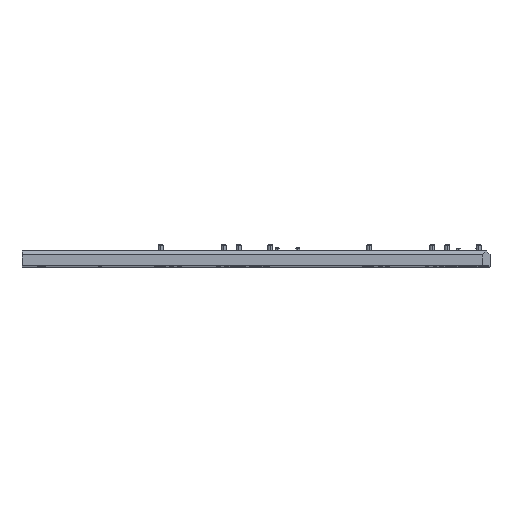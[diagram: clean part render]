
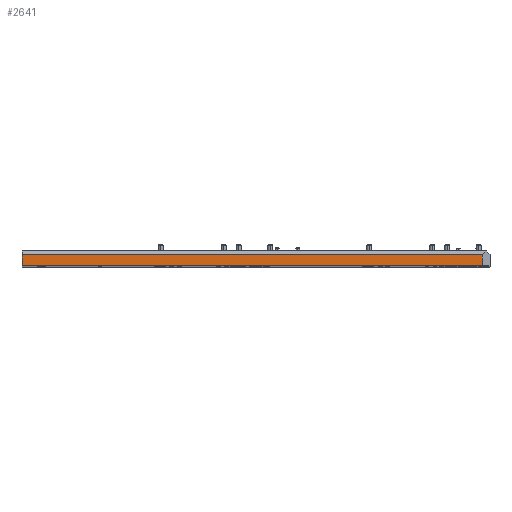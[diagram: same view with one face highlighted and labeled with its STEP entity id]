
A CAD part, top view. The second image highlights one B-rep face of the part: STEP entity #2641.
In plain terms, the highlighted planar face has unit normal (0, 0, 1).
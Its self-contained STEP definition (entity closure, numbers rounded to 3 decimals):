
#40 = VECTOR ( 'NONE', #7453, 1000. ) ;
#1207 = CARTESIAN_POINT ( 'NONE',  ( 589.5, 0., 1170. ) ) ;
#1371 = DIRECTION ( 'NONE',  ( 0., 0., -1. ) ) ;
#2179 = LINE ( 'NONE', #4454, #18153 ) ;
#2641 = ADVANCED_FACE ( 'NONE', ( #5248 ), #15830, .F. ) ;
#3032 = CARTESIAN_POINT ( 'NONE',  ( 0., 0., 1170. ) ) ;
#4341 = DIRECTION ( 'NONE',  ( -1., 0., 0. ) ) ;
#4454 = CARTESIAN_POINT ( 'NONE',  ( 0., 14., 1170. ) ) ;
#5225 = VERTEX_POINT ( 'NONE', #1207 ) ;
#5248 = FACE_OUTER_BOUND ( 'NONE', #10769, .T. ) ;
#5391 = EDGE_CURVE ( 'NONE', #8975, #8332, #2179, .T. ) ;
#5408 = CARTESIAN_POINT ( 'NONE',  ( 0., 19., 1170. ) ) ;
#5675 = CARTESIAN_POINT ( 'NONE',  ( 589.5, 14., 1170. ) ) ;
#5983 = LINE ( 'NONE', #5408, #14171 ) ;
#7127 = CARTESIAN_POINT ( 'NONE',  ( 0., 19., 1170. ) ) ;
#7453 = DIRECTION ( 'NONE',  ( 1., 0., 0. ) ) ;
#7487 = ORIENTED_EDGE ( 'NONE', *, *, #5391, .T. ) ;
#7693 = EDGE_CURVE ( 'NONE', #8332, #12452, #5983, .T. ) ;
#7847 = EDGE_CURVE ( 'NONE', #12452, #5225, #16686, .T. ) ;
#8332 = VERTEX_POINT ( 'NONE', #15567 ) ;
#8338 = DIRECTION ( 'NONE',  ( 0., 1., 0. ) ) ;
#8975 = VERTEX_POINT ( 'NONE', #5675 ) ;
#8979 = EDGE_CURVE ( 'NONE', #5225, #8975, #13432, .T. ) ;
#10194 = CARTESIAN_POINT ( 'NONE',  ( 0., 0., 1170. ) ) ;
#10769 = EDGE_LOOP ( 'NONE', ( #10967, #15286, #7487, #12514 ) ) ;
#10967 = ORIENTED_EDGE ( 'NONE', *, *, #7847, .T. ) ;
#11578 = AXIS2_PLACEMENT_3D ( 'NONE', #7127, #1371, #11677 ) ;
#11677 = DIRECTION ( 'NONE',  ( -1., 0., 0. ) ) ;
#12452 = VERTEX_POINT ( 'NONE', #10194 ) ;
#12514 = ORIENTED_EDGE ( 'NONE', *, *, #7693, .T. ) ;
#12861 = CARTESIAN_POINT ( 'NONE',  ( 589.5, 19., 1170. ) ) ;
#13432 = LINE ( 'NONE', #12861, #15491 ) ;
#14171 = VECTOR ( 'NONE', #15592, 1000. ) ;
#15286 = ORIENTED_EDGE ( 'NONE', *, *, #8979, .T. ) ;
#15491 = VECTOR ( 'NONE', #8338, 1000. ) ;
#15567 = CARTESIAN_POINT ( 'NONE',  ( 0., 14., 1170. ) ) ;
#15592 = DIRECTION ( 'NONE',  ( 0., -1., 0. ) ) ;
#15830 = PLANE ( 'NONE',  #11578 ) ;
#16686 = LINE ( 'NONE', #3032, #40 ) ;
#18153 = VECTOR ( 'NONE', #4341, 1000. ) ;
